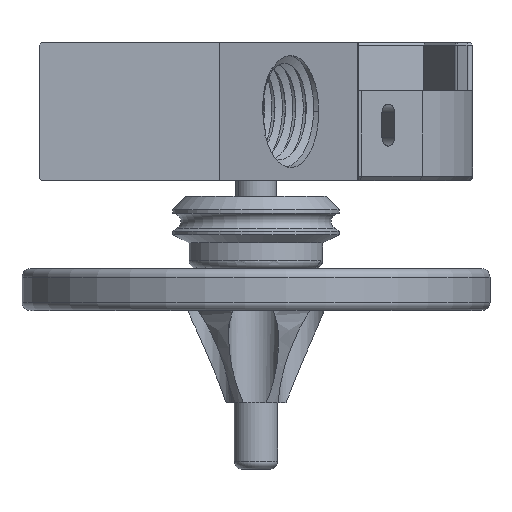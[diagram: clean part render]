
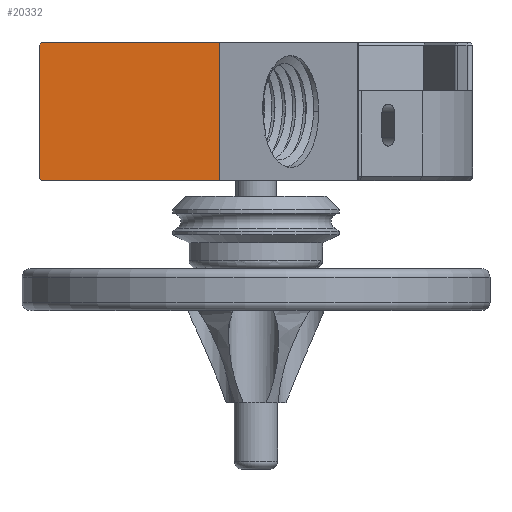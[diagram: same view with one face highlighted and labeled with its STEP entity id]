
A CAD part, left-side view. The second image highlights one B-rep face of the part: STEP entity #20332.
In plain terms, the highlighted face is planar.
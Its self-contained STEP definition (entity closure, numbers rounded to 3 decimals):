
#1150=LINE('',#38071,#2034);
#1157=LINE('',#38090,#2041);
#1158=LINE('',#38123,#2042);
#1181=LINE('',#38179,#2065);
#1196=LINE('',#38250,#2080);
#1204=LINE('',#38267,#2088);
#2034=VECTOR('',#25369,10.);
#2041=VECTOR('',#25384,10.);
#2042=VECTOR('',#25389,10.);
#2065=VECTOR('',#25442,10.);
#2080=VECTOR('',#25497,10.);
#2088=VECTOR('',#25523,10.);
#2716=PLANE('',#22129);
#3446=FACE_OUTER_BOUND('',#4715,.T.);
#4715=EDGE_LOOP('',(#15417,#15418,#15419,#15420,#15421,#15422));
#8572=VERTEX_POINT('',#38068);
#8573=VERTEX_POINT('',#38070);
#8581=VERTEX_POINT('',#38088);
#8584=VERTEX_POINT('',#38121);
#8585=VERTEX_POINT('',#38122);
#8603=VERTEX_POINT('',#38177);
#10977=EDGE_CURVE('',#8572,#8573,#1150,.T.);
#10987=EDGE_CURVE('',#8572,#8581,#1157,.T.);
#10991=EDGE_CURVE('',#8584,#8585,#1158,.T.);
#11020=EDGE_CURVE('',#8603,#8584,#1181,.T.);
#11048=EDGE_CURVE('',#8573,#8603,#1196,.T.);
#11057=EDGE_CURVE('',#8581,#8585,#1204,.T.);
#15417=ORIENTED_EDGE('',*,*,#10991,.F.);
#15418=ORIENTED_EDGE('',*,*,#11020,.F.);
#15419=ORIENTED_EDGE('',*,*,#11048,.F.);
#15420=ORIENTED_EDGE('',*,*,#10977,.F.);
#15421=ORIENTED_EDGE('',*,*,#10987,.T.);
#15422=ORIENTED_EDGE('',*,*,#11057,.T.);
#20332=ADVANCED_FACE('',(#3446),#2716,.T.);
#22129=AXIS2_PLACEMENT_3D('',#38266,#25521,#25522);
#25369=DIRECTION('',(0.,-1.,0.));
#25384=DIRECTION('',(0.,0.,1.));
#25389=DIRECTION('',(0.,0.707,0.707));
#25442=DIRECTION('',(0.,0.,1.));
#25497=DIRECTION('',(0.,-0.707,0.707));
#25521=DIRECTION('center_axis',(1.,0.,0.));
#25522=DIRECTION('ref_axis',(0.,-1.,0.));
#25523=DIRECTION('',(0.,-1.,0.));
#38068=CARTESIAN_POINT('',(51.25,-4.322,-2.5));
#38070=CARTESIAN_POINT('',(51.25,-25.6,-2.5));
#38071=CARTESIAN_POINT('',(51.25,-5.48,-2.5));
#38088=CARTESIAN_POINT('',(51.25,-4.322,14.));
#38090=CARTESIAN_POINT('',(51.25,-4.322,0.));
#38121=CARTESIAN_POINT('',(51.25,-25.9,13.7));
#38122=CARTESIAN_POINT('',(51.25,-25.6,14.));
#38123=CARTESIAN_POINT('',(51.25,-23.855,15.745));
#38177=CARTESIAN_POINT('',(51.25,-25.9,-2.2));
#38179=CARTESIAN_POINT('',(51.25,-25.9,0.));
#38250=CARTESIAN_POINT('',(51.25,-20.98,-7.12));
#38266=CARTESIAN_POINT('Origin',(51.25,-4.322,0.));
#38267=CARTESIAN_POINT('',(51.25,-16.269,14.));
